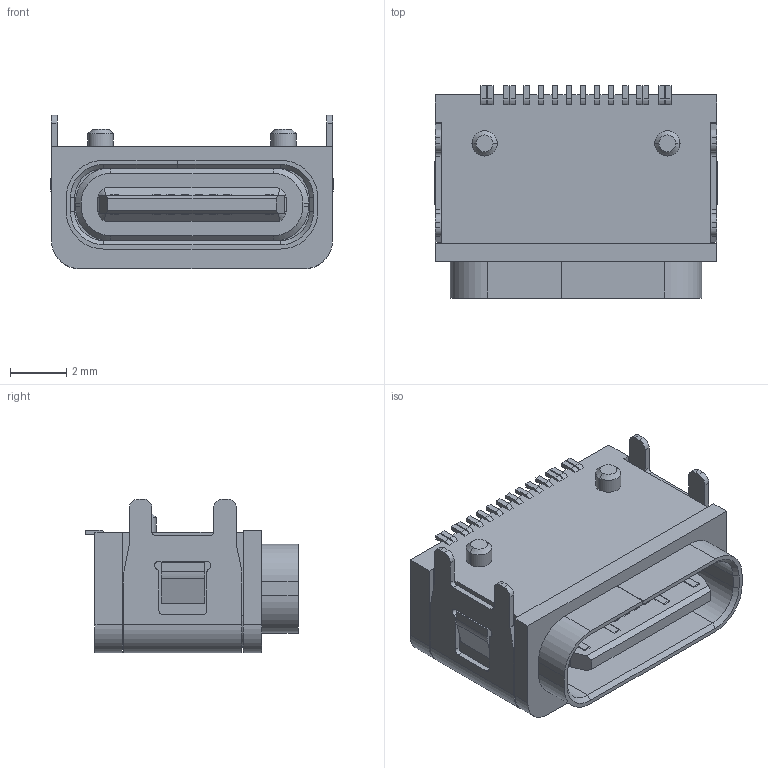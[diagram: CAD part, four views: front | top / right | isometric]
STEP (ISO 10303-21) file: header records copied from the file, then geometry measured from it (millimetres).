
FILE_DESCRIPTION((''),'2;1');
FILE_NAME('HOUSING_31_9_43_4_3_4_1_8','2021-06-22T',('燠漆顫'),(''),'PRO/ENGINEER BY PARAMETRIC TECHNOLOGY CORPORATION, 2009090','PRO/ENGINEER BY PARAMETRIC TECHNOLOGY CORPORATION, 2009090','');
FILE_SCHEMA(('CONFIG_CONTROL_DESIGN'));
Length unit declared in the file: millimetre
Products named in the file (1): HOUSING_31_9_43_4_3_4_1_8
Bounding box: 10.05 x 7.55 x 5.47 mm (x, y, z)
Volume: 213.7 mm3; surface area: 620.3 mm2
Topology: 2 solids, 3 shells, 421 faces, 1193 edges, 788 vertices
Faces by surface type: plane 316, cylinder 89, cone 16
Entity records: 13630 total; most frequent: CARTESIAN_POINT 2481, ORIENTED_EDGE 2386, DIRECTION 2229, EDGE_CURVE 1193, VECTOR 967, LINE 967, VERTEX_POINT 788, AXIS2_PLACEMENT_3D 631
